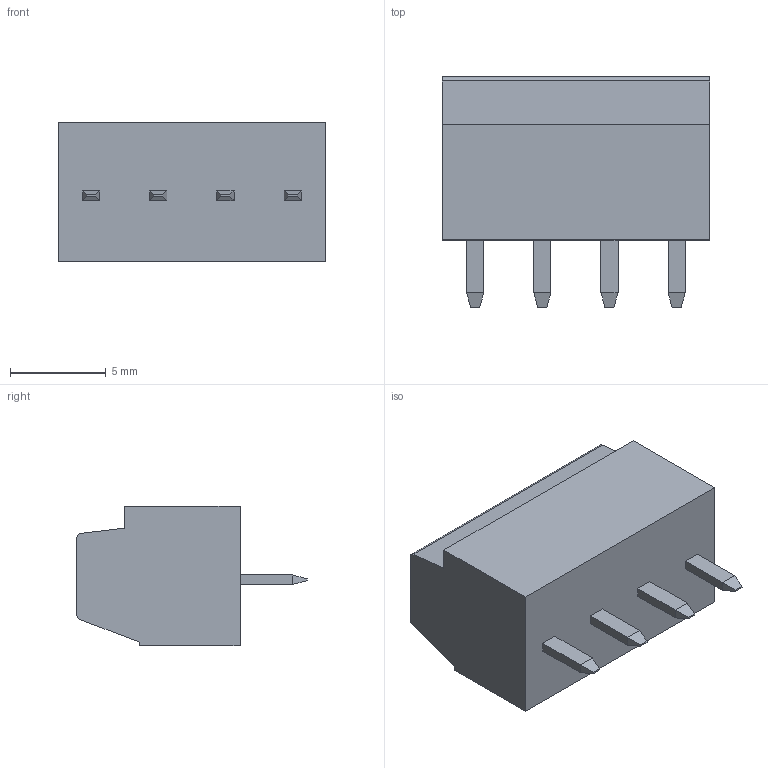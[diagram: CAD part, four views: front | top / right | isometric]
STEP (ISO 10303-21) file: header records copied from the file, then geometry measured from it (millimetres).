
FILE_DESCRIPTION (( 'STEP AP214' ), '1' );
FILE_NAME ('Term 4 pin 3.5mm.STEP', '2012-09-20T18:01:07', ( 'Boban' ), ( '' ), 'SwSTEP 2.0', 'SolidWorks 2012', '' );
FILE_SCHEMA (( 'AUTOMOTIVE_DESIGN' ));
Length unit declared in the file: millimetre
Products named in the file (1): Term 4 pin 3.5mm
Bounding box: 13.97 x 12.01 x 7.29 mm (x, y, z)
Volume: 692.8 mm3; surface area: 854 mm2
Topology: 1 solids, 1 shells, 144 faces, 326 edges, 204 vertices
Faces by surface type: plane 110, cylinder 26, cone 8
Entity records: 4704 total; most frequent: DIRECTION 692, CARTESIAN_POINT 675, ORIENTED_EDGE 652, EDGE_CURVE 326, LINE 250, VECTOR 250, AXIS2_PLACEMENT_3D 221, VERTEX_POINT 204
